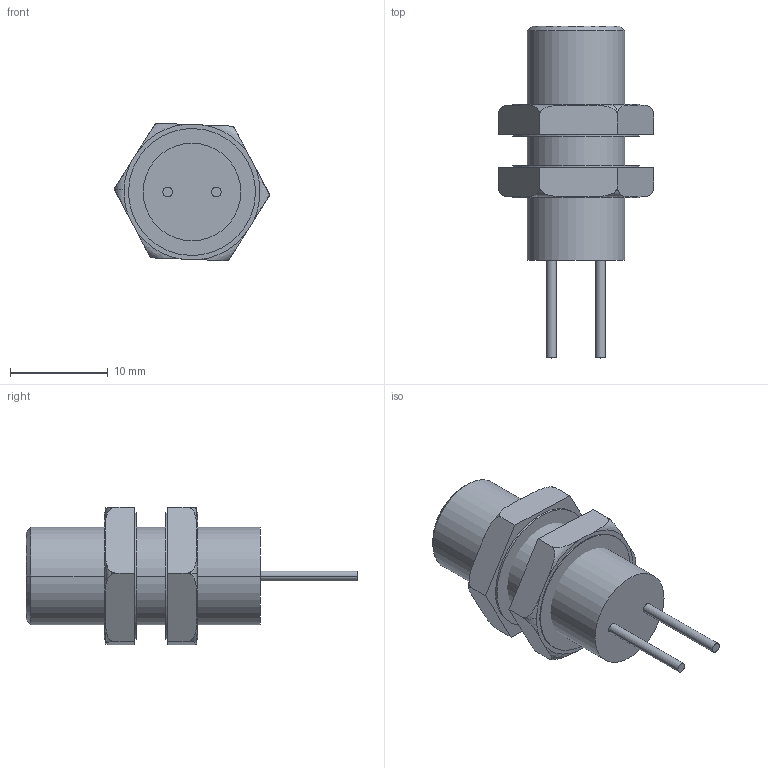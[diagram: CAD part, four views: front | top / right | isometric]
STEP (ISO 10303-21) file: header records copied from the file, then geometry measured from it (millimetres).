
FILE_DESCRIPTION (( 'STEP AP214' ), '1' );
FILE_NAME ('D10T.STEP', '2022-02-10T15:39:47', ( '' ), ( '' ), 'SwSTEP 2.0', 'SolidWorks 2021', '' );
FILE_SCHEMA (( 'AUTOMOTIVE_DESIGN' ));
Length unit declared in the file: millimetre
Products named in the file (3): D10T; 1VDA10030000
Assembly tree (3 placements, depth 2):
  D10T
    D10T
    1VDA10030000  x2
Bounding box: 15.92 x 34 x 14.09 mm (x, y, z)
Volume: 2589.4 mm3; surface area: 1876.2 mm2
Topology: 3 solids, 3 shells, 58 faces, 134 edges, 88 vertices
Faces by surface type: plane 24, cylinder 18, torus 14, cone 2
Entity records: 1328 total; most frequent: CARTESIAN_POINT 330, DIRECTION 182, ORIENTED_EDGE 156, EDGE_CURVE 78, AXIS2_PLACEMENT_3D 75, VERTEX_POINT 51, EDGE_LOOP 41, FACE_OUTER_BOUND 35
